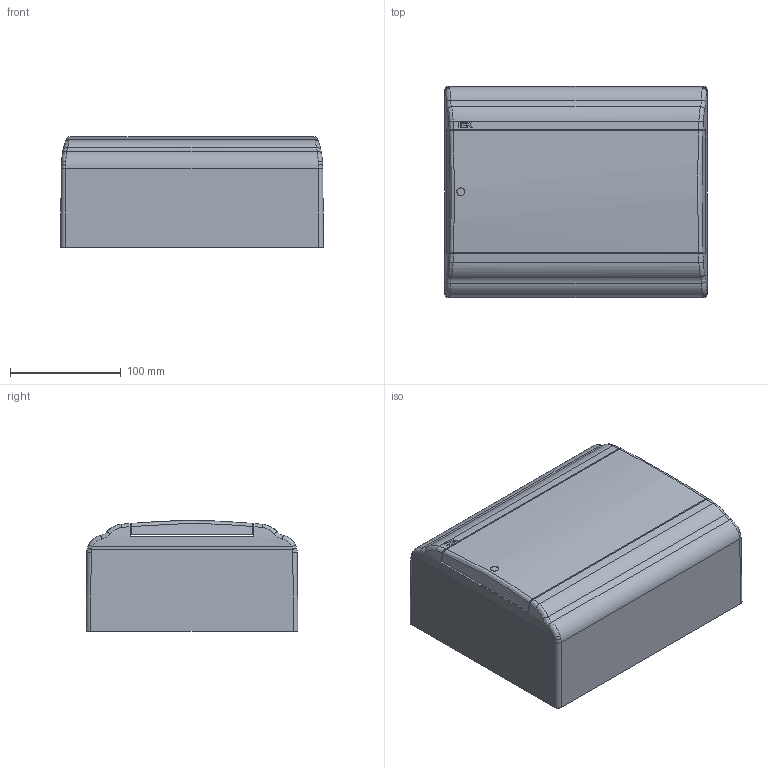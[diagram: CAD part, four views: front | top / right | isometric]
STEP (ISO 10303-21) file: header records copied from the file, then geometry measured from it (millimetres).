
FILE_DESCRIPTION (( 'STEP AP214' ), '1' );
FILE_NAME ('MKP82-N-09-41-20 Áîêñ ÙÐÍ-Ï-9 ìîäóëåé íàâåñí.ïëàñòèê IP41 PRIME_1.STEP', '2016-09-01T10:53:17', ( '' ), ( '' ), 'SwSTEP 2.0', 'SolidWorks 2014', '' );
FILE_SCHEMA (( 'AUTOMOTIVE_DESIGN' ));
Length unit declared in the file: millimetre
Products named in the file (1): MKP82-N-09-41-20 Áîêñ ÙÐÍ-Ï-9 ìîäóëåé íàâåñí.ïëàñòèê IP41 PRIME_1
Bounding box: 237.05 x 191.05 x 100 mm (x, y, z)
Volume: 660094.9 mm3; surface area: 473063.6 mm2
Topology: 9 solids, 9 shells, 1887 faces, 4966 edges, 3269 vertices
Faces by surface type: plane 1074, bspline 575, cylinder 202, cone 36
Entity records: 94116 total; most frequent: CARTESIAN_POINT 30720, ORIENTED_EDGE 9932, DIRECTION 6727, EDGE_CURVE 4966, LINE 3313, VECTOR 3313, VERTEX_POINT 3269, EDGE_LOOP 2087
